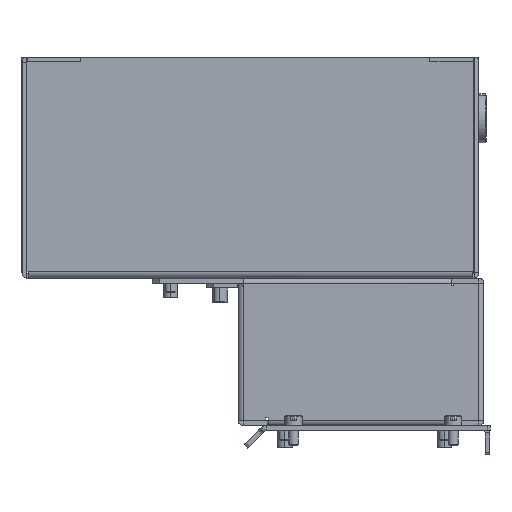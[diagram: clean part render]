
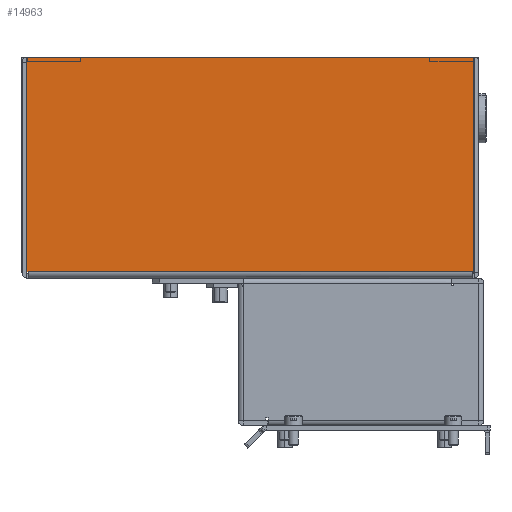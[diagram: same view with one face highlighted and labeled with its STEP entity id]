
A CAD part, left-side view. The second image highlights one B-rep face of the part: STEP entity #14963.
In plain terms, the highlighted face is planar.
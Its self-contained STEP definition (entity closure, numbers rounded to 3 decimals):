
#124 = VECTOR ( 'NONE', #1919, 1000. ) ;
#255 = VERTEX_POINT ( 'NONE', #4925 ) ;
#290 = DIRECTION ( 'NONE',  ( 0., 0., -1. ) ) ;
#782 = VERTEX_POINT ( 'NONE', #10391 ) ;
#968 = FACE_OUTER_BOUND ( 'NONE', #14800, .T. ) ;
#1207 = EDGE_CURVE ( 'NONE', #255, #7039, #13002, .T. ) ;
#1213 = CARTESIAN_POINT ( 'NONE',  ( 237., 2.5, 87.5 ) ) ;
#1434 = EDGE_CURVE ( 'NONE', #782, #1890, #12722, .T. ) ;
#1890 = VERTEX_POINT ( 'NONE', #11134 ) ;
#1919 = DIRECTION ( 'NONE',  ( 0., -1., 0. ) ) ;
#2063 = LINE ( 'NONE', #11381, #4367 ) ;
#3193 = CARTESIAN_POINT ( 'NONE',  ( 237., 183.5, 87.5 ) ) ;
#3339 = VERTEX_POINT ( 'NONE', #4085 ) ;
#3509 = EDGE_CURVE ( 'NONE', #3339, #9257, #2063, .T. ) ;
#3863 = EDGE_CURVE ( 'NONE', #1890, #3339, #9259, .T. ) ;
#3965 = VECTOR ( 'NONE', #290, 1000. ) ;
#4085 = CARTESIAN_POINT ( 'NONE',  ( 237., 2.1, 0. ) ) ;
#4367 = VECTOR ( 'NONE', #12686, 1000. ) ;
#4434 = ORIENTED_EDGE ( 'NONE', *, *, #3863, .T. ) ;
#4793 = DIRECTION ( 'NONE',  ( 0., 0., -1. ) ) ;
#4925 = CARTESIAN_POINT ( 'NONE',  ( 237., 183.999, 87.5 ) ) ;
#5495 = VECTOR ( 'NONE', #13244, 1000. ) ;
#5895 = VERTEX_POINT ( 'NONE', #1213 ) ;
#6187 = DIRECTION ( 'NONE',  ( 0., -1., 0. ) ) ;
#6272 = PLANE ( 'NONE',  #13187 ) ;
#6372 = DIRECTION ( 'NONE',  ( 0., -1., 0. ) ) ;
#6546 = EDGE_CURVE ( 'NONE', #7039, #5895, #11287, .T. ) ;
#7039 = VERTEX_POINT ( 'NONE', #10051 ) ;
#7935 = CARTESIAN_POINT ( 'NONE',  ( 237., 2.1, 90. ) ) ;
#8474 = ORIENTED_EDGE ( 'NONE', *, *, #1434, .T. ) ;
#8778 = CARTESIAN_POINT ( 'NONE',  ( 237., 183.999, 0. ) ) ;
#8841 = DIRECTION ( 'NONE',  ( 0., -1., 0. ) ) ;
#9257 = VERTEX_POINT ( 'NONE', #8778 ) ;
#9259 = LINE ( 'NONE', #7935, #5495 ) ;
#10051 = CARTESIAN_POINT ( 'NONE',  ( 237., 183.5, 87.5 ) ) ;
#10391 = CARTESIAN_POINT ( 'NONE',  ( 237., 2.5, 87.9 ) ) ;
#10412 = ORIENTED_EDGE ( 'NONE', *, *, #10829, .F. ) ;
#10829 = EDGE_CURVE ( 'NONE', #782, #5895, #15387, .T. ) ;
#10913 = CARTESIAN_POINT ( 'NONE',  ( 237., 183.999, 90. ) ) ;
#10939 = ORIENTED_EDGE ( 'NONE', *, *, #6546, .T. ) ;
#11001 = LINE ( 'NONE', #10913, #3965 ) ;
#11134 = CARTESIAN_POINT ( 'NONE',  ( 237., 2.1, 87.9 ) ) ;
#11287 = LINE ( 'NONE', #3193, #12538 ) ;
#11381 = CARTESIAN_POINT ( 'NONE',  ( 237., 0., 0. ) ) ;
#12346 = VECTOR ( 'NONE', #6372, 1000. ) ;
#12538 = VECTOR ( 'NONE', #8841, 1000. ) ;
#12686 = DIRECTION ( 'NONE',  ( 0., 1., 0. ) ) ;
#12722 = LINE ( 'NONE', #14103, #124 ) ;
#13002 = LINE ( 'NONE', #13087, #12346 ) ;
#13087 = CARTESIAN_POINT ( 'NONE',  ( 237., 0., 87.5 ) ) ;
#13187 = AXIS2_PLACEMENT_3D ( 'NONE', #16875, #16957, #6187 ) ;
#13244 = DIRECTION ( 'NONE',  ( 0., 0., -1. ) ) ;
#13953 = EDGE_CURVE ( 'NONE', #255, #9257, #11001, .T. ) ;
#14103 = CARTESIAN_POINT ( 'NONE',  ( 237., 2.5, 87.9 ) ) ;
#14416 = ORIENTED_EDGE ( 'NONE', *, *, #13953, .F. ) ;
#14800 = EDGE_LOOP ( 'NONE', ( #15920, #10939, #10412, #8474, #4434, #14862, #14416 ) ) ;
#14862 = ORIENTED_EDGE ( 'NONE', *, *, #3509, .T. ) ;
#14963 = ADVANCED_FACE ( 'NONE', ( #968 ), #6272, .F. ) ;
#14971 = VECTOR ( 'NONE', #4793, 1000. ) ;
#15387 = LINE ( 'NONE', #16695, #14971 ) ;
#15920 = ORIENTED_EDGE ( 'NONE', *, *, #1207, .T. ) ;
#16695 = CARTESIAN_POINT ( 'NONE',  ( 237., 2.5, 90. ) ) ;
#16875 = CARTESIAN_POINT ( 'NONE',  ( 237., 0., 90. ) ) ;
#16957 = DIRECTION ( 'NONE',  ( -1., 0., 0. ) ) ;
